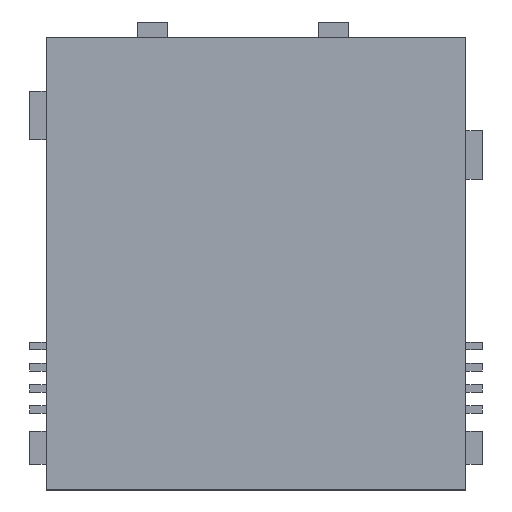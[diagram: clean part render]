
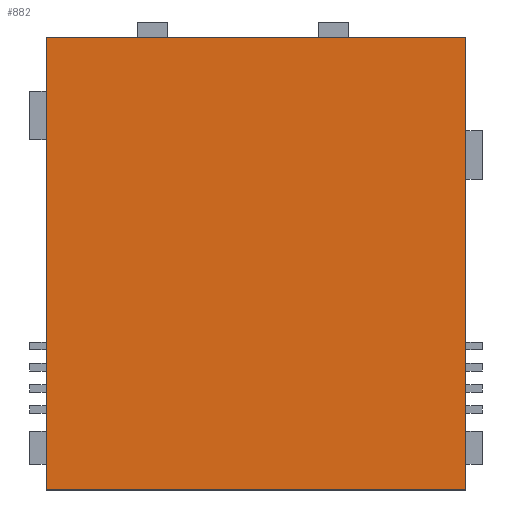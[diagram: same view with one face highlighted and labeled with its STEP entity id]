
A CAD part, top view. The second image highlights one B-rep face of the part: STEP entity #882.
In plain terms, the highlighted planar face has unit normal (0, 0, 1).
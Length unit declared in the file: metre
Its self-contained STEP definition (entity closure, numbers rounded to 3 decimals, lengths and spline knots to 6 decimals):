
#636 = EDGE_CURVE( '', #1497, #1435, #1498, .T. );
#748 = EDGE_CURVE( '', #1421, #1435, #1654, .T. );
#858 = EDGE_CURVE( '', #1559, #1421, #1783, .T. );
#882 = ADVANCED_FACE( '', ( #1811 ), #1812, .F. );
#936 = EDGE_CURVE( '', #1559, #1497, #1874, .T. );
#1421 = VERTEX_POINT( '', #2523 );
#1435 = VERTEX_POINT( '', #2541 );
#1497 = VERTEX_POINT( '', #2631 );
#1498 = LINE( '', #2632, #2633 );
#1559 = VERTEX_POINT( '', #2723 );
#1654 = LINE( '', #2872, #2873 );
#1783 = LINE( '', #3077, #3078 );
#1811 = FACE_OUTER_BOUND( '', #3124, .T. );
#1812 = PLANE( '', #3125 );
#1874 = LINE( '', #3228, #3229 );
#2523 = CARTESIAN_POINT( '', ( -0.00695, -0.00751, 0.001528 ) );
#2541 = CARTESIAN_POINT( '', ( -0.00695, 0.00749, 0.001528 ) );
#2631 = CARTESIAN_POINT( '', ( 0.00695, 0.00749, 0.001528 ) );
#2632 = CARTESIAN_POINT( '', ( -0.00695, 0.00749, 0.001528 ) );
#2633 = VECTOR( '', #3896, 1. );
#2723 = CARTESIAN_POINT( '', ( 0.00695, -0.00751, 0.001528 ) );
#2872 = CARTESIAN_POINT( '', ( -0.00695, -0.00751, 0.001528 ) );
#2873 = VECTOR( '', #4093, 1. );
#3077 = CARTESIAN_POINT( '', ( -0.00695, -0.00751, 0.001528 ) );
#3078 = VECTOR( '', #4272, 1. );
#3124 = EDGE_LOOP( '', ( #4299, #4300, #4301, #4302 ) );
#3125 = AXIS2_PLACEMENT_3D( '', #4303, #4304, #4305 );
#3228 = CARTESIAN_POINT( '', ( 0.00695, -0.00751, 0.001528 ) );
#3229 = VECTOR( '', #4401, 1. );
#3896 = DIRECTION( '', ( -1., 0., 0. ) );
#4093 = DIRECTION( '', ( 0., 1., 0. ) );
#4272 = DIRECTION( '', ( -1., 0., 0. ) );
#4299 = ORIENTED_EDGE( '', *, *, #636, .T. );
#4300 = ORIENTED_EDGE( '', *, *, #748, .F. );
#4301 = ORIENTED_EDGE( '', *, *, #858, .F. );
#4302 = ORIENTED_EDGE( '', *, *, #936, .T. );
#4303 = CARTESIAN_POINT( '', ( -0.00695, -0.00751, 0.001528 ) );
#4304 = DIRECTION( '', ( 0., 0., -1. ) );
#4305 = DIRECTION( '', ( 0., -1., 0. ) );
#4401 = DIRECTION( '', ( 0., 1., 0. ) );
